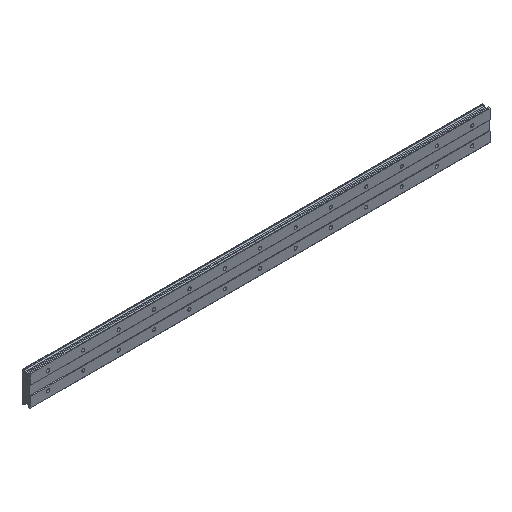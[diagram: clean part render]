
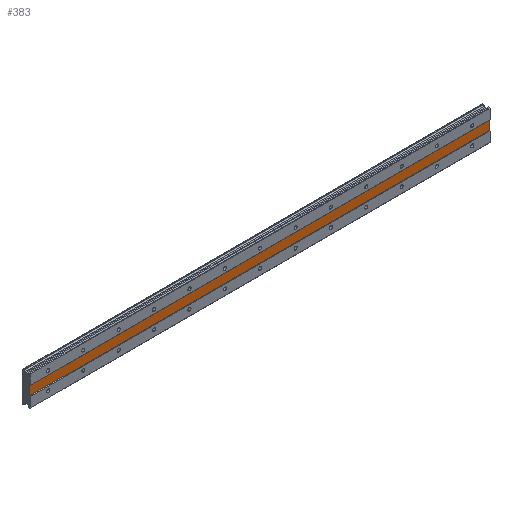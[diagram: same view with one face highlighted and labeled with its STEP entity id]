
A CAD part, isometric view. The second image highlights one B-rep face of the part: STEP entity #383.
In plain terms, the highlighted planar face has unit normal (0, -1, 0).
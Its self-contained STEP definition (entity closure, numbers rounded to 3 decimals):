
#25 = VERTEX_POINT ( 'NONE', #1801 ) ;
#133 = CARTESIAN_POINT ( 'NONE',  ( 1000., 1., 10. ) ) ;
#383 = ADVANCED_FACE ( 'NONE', ( #2696 ), #3007, .F. ) ;
#615 = VERTEX_POINT ( 'NONE', #133 ) ;
#672 = LINE ( 'NONE', #3734, #3258 ) ;
#851 = ORIENTED_EDGE ( 'NONE', *, *, #3210, .F. ) ;
#891 = VERTEX_POINT ( 'NONE', #3420 ) ;
#933 = VECTOR ( 'NONE', #2786, 1000. ) ;
#1676 = ORIENTED_EDGE ( 'NONE', *, *, #3233, .F. ) ;
#1678 = LINE ( 'NONE', #4842, #4260 ) ;
#1801 = CARTESIAN_POINT ( 'NONE',  ( 1000., 1., -10. ) ) ;
#2148 = EDGE_CURVE ( 'NONE', #4544, #25, #4068, .T. ) ;
#2347 = AXIS2_PLACEMENT_3D ( 'NONE', #3116, #4259, #4702 ) ;
#2363 = VECTOR ( 'NONE', #2984, 1000. ) ;
#2628 = DIRECTION ( 'NONE',  ( 0., 0., -1. ) ) ;
#2696 = FACE_OUTER_BOUND ( 'NONE', #3740, .T. ) ;
#2780 = ORIENTED_EDGE ( 'NONE', *, *, #2148, .T. ) ;
#2786 = DIRECTION ( 'NONE',  ( 1., 0., 0. ) ) ;
#2984 = DIRECTION ( 'NONE',  ( 0., 0., -1. ) ) ;
#3007 = PLANE ( 'NONE',  #2347 ) ;
#3116 = CARTESIAN_POINT ( 'NONE',  ( 1000., 1., 10. ) ) ;
#3183 = CARTESIAN_POINT ( 'NONE',  ( 1000., 1., -10. ) ) ;
#3210 = EDGE_CURVE ( 'NONE', #891, #615, #1678, .T. ) ;
#3233 = EDGE_CURVE ( 'NONE', #615, #25, #672, .T. ) ;
#3258 = VECTOR ( 'NONE', #2628, 1000. ) ;
#3420 = CARTESIAN_POINT ( 'NONE',  ( -40., 1., 10. ) ) ;
#3734 = CARTESIAN_POINT ( 'NONE',  ( 1000., 1., 34.482 ) ) ;
#3740 = EDGE_LOOP ( 'NONE', ( #2780, #1676, #851, #4824 ) ) ;
#4068 = LINE ( 'NONE', #3183, #933 ) ;
#4069 = DIRECTION ( 'NONE',  ( 1., 0., 0. ) ) ;
#4259 = DIRECTION ( 'NONE',  ( 0., 1., 0. ) ) ;
#4260 = VECTOR ( 'NONE', #4069, 1000. ) ;
#4496 = CARTESIAN_POINT ( 'NONE',  ( -40., 1., 34.482 ) ) ;
#4544 = VERTEX_POINT ( 'NONE', #5097 ) ;
#4702 = DIRECTION ( 'NONE',  ( 0., 0., 1. ) ) ;
#4824 = ORIENTED_EDGE ( 'NONE', *, *, #5101, .T. ) ;
#4842 = CARTESIAN_POINT ( 'NONE',  ( 1000., 1., 10. ) ) ;
#4934 = LINE ( 'NONE', #4496, #2363 ) ;
#5097 = CARTESIAN_POINT ( 'NONE',  ( -40., 1., -10. ) ) ;
#5101 = EDGE_CURVE ( 'NONE', #891, #4544, #4934, .T. ) ;
